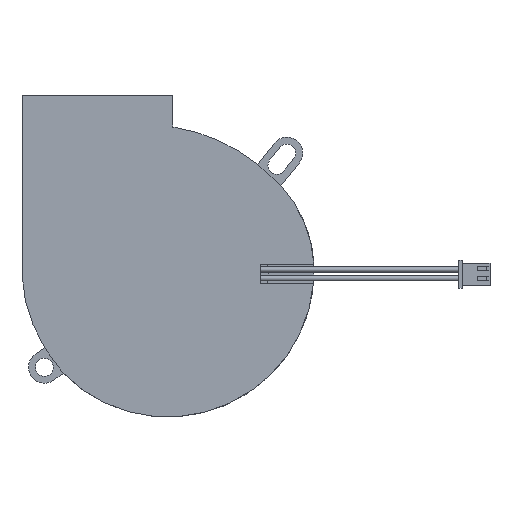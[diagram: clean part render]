
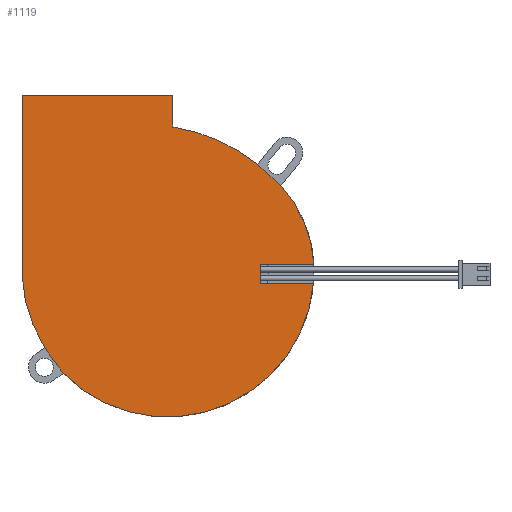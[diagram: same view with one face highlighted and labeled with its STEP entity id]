
A CAD part, front view. The second image highlights one B-rep face of the part: STEP entity #1119.
In plain terms, the highlighted planar face has unit normal (0, -1, 0).
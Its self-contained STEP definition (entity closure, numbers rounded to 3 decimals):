
#139 = CARTESIAN_POINT ( 'NONE',  ( -38., -12.5, -0.227 ) ) ;
#201 = CARTESIAN_POINT ( 'NONE',  ( 0., -12.5, 45. ) ) ;
#322 = CARTESIAN_POINT ( 'NONE',  ( 4.065, -12.5, 0.845 ) ) ;
#598 = CARTESIAN_POINT ( 'NONE',  ( -38., -12.5, 45. ) ) ;
#671 = VERTEX_POINT ( 'NONE', #12755 ) ;
#742 = CIRCLE ( 'NONE', #1369, 38.042 ) ;
#825 = VERTEX_POINT ( 'NONE', #2186 ) ;
#890 = CARTESIAN_POINT ( 'NONE',  ( 0., -12.5, 45. ) ) ;
#1073 = ORIENTED_EDGE ( 'NONE', *, *, #1479, .F. ) ;
#1107 = DIRECTION ( 'NONE',  ( 0., 1., 0. ) ) ;
#1119 = ADVANCED_FACE ( 'NONE', ( #1941 ), #1586, .T. ) ;
#1122 = CIRCLE ( 'NONE', #14796, 105.458 ) ;
#1128 = ORIENTED_EDGE ( 'NONE', *, *, #7695, .F. ) ;
#1151 = ORIENTED_EDGE ( 'NONE', *, *, #3013, .F. ) ;
#1170 = ORIENTED_EDGE ( 'NONE', *, *, #10015, .F. ) ;
#1181 = ORIENTED_EDGE ( 'NONE', *, *, #11872, .F. ) ;
#1205 = DIRECTION ( 'NONE',  ( 0., 0., -1. ) ) ;
#1215 = EDGE_LOOP ( 'NONE', ( #11011, #1374, #5939, #2745, #1292, #1246, #10523, #1181, #1170, #1151, #1128, #1073 ) ) ;
#1246 = ORIENTED_EDGE ( 'NONE', *, *, #10197, .F. ) ;
#1268 = CARTESIAN_POINT ( 'NONE',  ( 21.985, -12.5, -2.5 ) ) ;
#1288 = CIRCLE ( 'NONE', #10759, 44.458 ) ;
#1292 = ORIENTED_EDGE ( 'NONE', *, *, #6167, .T. ) ;
#1359 = CARTESIAN_POINT ( 'NONE',  ( 62.347, -12.5, 45.264 ) ) ;
#1369 = AXIS2_PLACEMENT_3D ( 'NONE', #4674, #13041, #5888 ) ;
#1374 = ORIENTED_EDGE ( 'NONE', *, *, #11055, .F. ) ;
#1479 = EDGE_CURVE ( 'NONE', #6195, #13510, #742, .T. ) ;
#1505 = DIRECTION ( 'NONE',  ( 0., 0., -1. ) ) ;
#1549 = LINE ( 'NONE', #3117, #9523 ) ;
#1586 = PLANE ( 'NONE',  #12570 ) ;
#1646 = CIRCLE ( 'NONE', #13737, 31.435 ) ;
#1824 = VERTEX_POINT ( 'NONE', #890 ) ;
#1931 = VERTEX_POINT ( 'NONE', #3463 ) ;
#1941 = FACE_OUTER_BOUND ( 'NONE', #1215, .T. ) ;
#2122 = EDGE_CURVE ( 'NONE', #11029, #825, #1122, .T. ) ;
#2186 = CARTESIAN_POINT ( 'NONE',  ( 27.156, -12.5, 22.175 ) ) ;
#2318 = LINE ( 'NONE', #15535, #15028 ) ;
#2503 = DIRECTION ( 'NONE',  ( 0., 0., 1. ) ) ;
#2537 = VERTEX_POINT ( 'NONE', #3619 ) ;
#2743 = DIRECTION ( 'NONE',  ( 0., -1., 0. ) ) ;
#2745 = ORIENTED_EDGE ( 'NONE', *, *, #6109, .F. ) ;
#3013 = EDGE_CURVE ( 'NONE', #14816, #1824, #12587, .T. ) ;
#3117 = CARTESIAN_POINT ( 'NONE',  ( 21.985, -12.5, 2.5 ) ) ;
#3207 = VECTOR ( 'NONE', #8528, 1000. ) ;
#3317 = CARTESIAN_POINT ( 'NONE',  ( -27.614, -12.5, -24.991 ) ) ;
#3377 = CARTESIAN_POINT ( 'NONE',  ( 21.252, -12.5, 27.6 ) ) ;
#3463 = CARTESIAN_POINT ( 'NONE',  ( 21.985, -12.5, -2.5 ) ) ;
#3619 = CARTESIAN_POINT ( 'NONE',  ( 35.456, -12.5, 2.5 ) ) ;
#4656 = CARTESIAN_POINT ( 'NONE',  ( 21.985, -12.5, 2.5 ) ) ;
#4674 = CARTESIAN_POINT ( 'NONE',  ( 0., -12.5, 1.557 ) ) ;
#4882 = DIRECTION ( 'NONE',  ( 1., 0., 0. ) ) ;
#4900 = EDGE_CURVE ( 'NONE', #1931, #7319, #15240, .T. ) ;
#4993 = CIRCLE ( 'NONE', #11875, 36.845 ) ;
#5360 = VERTEX_POINT ( 'NONE', #3317 ) ;
#5888 = DIRECTION ( 'NONE',  ( 0., 0., 1. ) ) ;
#5939 = ORIENTED_EDGE ( 'NONE', *, *, #4900, .F. ) ;
#5944 = CARTESIAN_POINT ( 'NONE',  ( 35.348, -12.5, -2.5 ) ) ;
#6109 = EDGE_CURVE ( 'NONE', #6254, #1931, #9917, .T. ) ;
#6118 = DIRECTION ( 'NONE',  ( 0., 1., 0. ) ) ;
#6167 = EDGE_CURVE ( 'NONE', #6254, #2537, #1549, .T. ) ;
#6195 = VERTEX_POINT ( 'NONE', #9206 ) ;
#6254 = VERTEX_POINT ( 'NONE', #4656 ) ;
#6276 = CARTESIAN_POINT ( 'NONE',  ( -47.101, -12.5, -52.707 ) ) ;
#6590 = CARTESIAN_POINT ( 'NONE',  ( 21.985, -12.5, 2.5 ) ) ;
#7319 = VERTEX_POINT ( 'NONE', #5944 ) ;
#7488 = DIRECTION ( 'NONE',  ( 0., 0., 1. ) ) ;
#7537 = CARTESIAN_POINT ( 'NONE',  ( -6.706, -12.5, -6.967 ) ) ;
#7695 = EDGE_CURVE ( 'NONE', #13510, #14816, #11907, .T. ) ;
#8241 = CARTESIAN_POINT ( 'NONE',  ( -1.345, -12.5, 0.845 ) ) ;
#8528 = DIRECTION ( 'NONE',  ( 0., 0., -1. ) ) ;
#8691 = DIRECTION ( 'NONE',  ( 0., 1., 0. ) ) ;
#9206 = CARTESIAN_POINT ( 'NONE',  ( -32.314, -12.5, -18.517 ) ) ;
#9442 = DIRECTION ( 'NONE',  ( 0., 0., -1. ) ) ;
#9523 = VECTOR ( 'NONE', #13928, 1000. ) ;
#9722 = DIRECTION ( 'NONE',  ( 0., 1., 0. ) ) ;
#9764 = CIRCLE ( 'NONE', #11705, 114.144 ) ;
#9774 = DIRECTION ( 'NONE',  ( 1., 0., 0. ) ) ;
#9917 = LINE ( 'NONE', #6590, #3207 ) ;
#10015 = EDGE_CURVE ( 'NONE', #1824, #671, #2318, .T. ) ;
#10197 = EDGE_CURVE ( 'NONE', #825, #2537, #1646, .T. ) ;
#10523 = ORIENTED_EDGE ( 'NONE', *, *, #2122, .F. ) ;
#10759 = AXIS2_PLACEMENT_3D ( 'NONE', #13259, #6118, #14496 ) ;
#11011 = ORIENTED_EDGE ( 'NONE', *, *, #11204, .F. ) ;
#11029 = VERTEX_POINT ( 'NONE', #3377 ) ;
#11055 = EDGE_CURVE ( 'NONE', #7319, #5360, #4993, .T. ) ;
#11173 = DIRECTION ( 'NONE',  ( 0., 0., -1. ) ) ;
#11204 = EDGE_CURVE ( 'NONE', #5360, #6195, #9764, .T. ) ;
#11705 = AXIS2_PLACEMENT_3D ( 'NONE', #1359, #9722, #2503 ) ;
#11872 = EDGE_CURVE ( 'NONE', #671, #11029, #1288, .T. ) ;
#11875 = AXIS2_PLACEMENT_3D ( 'NONE', #8241, #1107, #9442 ) ;
#11907 = LINE ( 'NONE', #14256, #13153 ) ;
#12466 = VECTOR ( 'NONE', #9774, 1000. ) ;
#12570 = AXIS2_PLACEMENT_3D ( 'NONE', #7537, #2743, #11173 ) ;
#12587 = LINE ( 'NONE', #201, #12466 ) ;
#12755 = CARTESIAN_POINT ( 'NONE',  ( 0., -12.5, 36.983 ) ) ;
#13041 = DIRECTION ( 'NONE',  ( 0., 1., 0. ) ) ;
#13153 = VECTOR ( 'NONE', #14107, 1000. ) ;
#13259 = CARTESIAN_POINT ( 'NONE',  ( -6.706, -12.5, -6.967 ) ) ;
#13510 = VERTEX_POINT ( 'NONE', #139 ) ;
#13737 = AXIS2_PLACEMENT_3D ( 'NONE', #322, #8691, #1505 ) ;
#13928 = DIRECTION ( 'NONE',  ( 1., 0., 0. ) ) ;
#14107 = DIRECTION ( 'NONE',  ( 0., 0., 1. ) ) ;
#14256 = CARTESIAN_POINT ( 'NONE',  ( -38., -12.5, 45. ) ) ;
#14496 = DIRECTION ( 'NONE',  ( 0., 0., -1. ) ) ;
#14661 = DIRECTION ( 'NONE',  ( 0., 1., 0. ) ) ;
#14796 = AXIS2_PLACEMENT_3D ( 'NONE', #6276, #14661, #7488 ) ;
#14816 = VERTEX_POINT ( 'NONE', #598 ) ;
#15028 = VECTOR ( 'NONE', #1205, 1000. ) ;
#15160 = VECTOR ( 'NONE', #4882, 1000. ) ;
#15240 = LINE ( 'NONE', #1268, #15160 ) ;
#15535 = CARTESIAN_POINT ( 'NONE',  ( 0., -12.5, 45. ) ) ;
